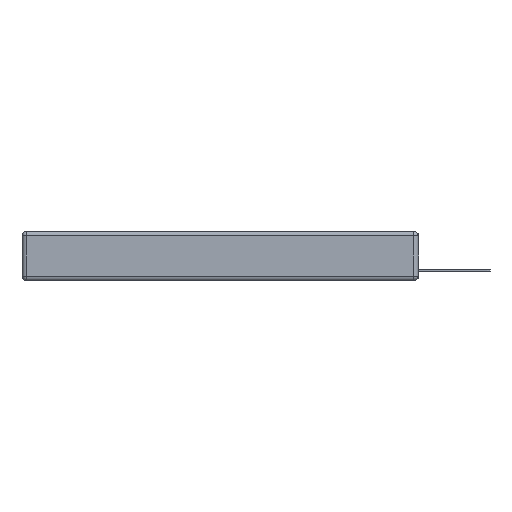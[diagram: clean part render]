
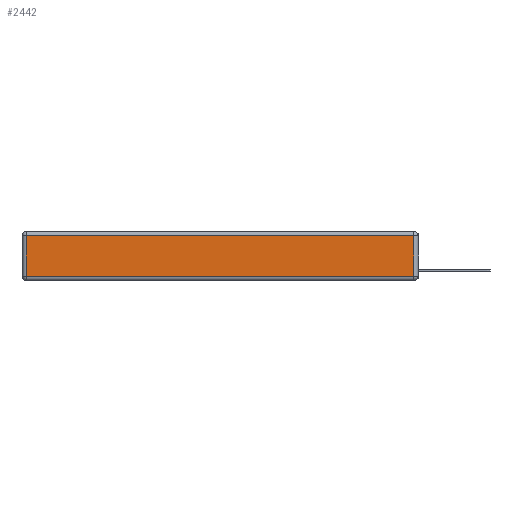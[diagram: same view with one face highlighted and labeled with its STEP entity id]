
A CAD part, left-side view. The second image highlights one B-rep face of the part: STEP entity #2442.
In plain terms, the highlighted planar face has unit normal (-1, 0, 0).
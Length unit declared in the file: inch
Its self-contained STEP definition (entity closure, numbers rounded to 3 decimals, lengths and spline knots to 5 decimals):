
#536 = AXIS2_PLACEMENT_3D ( 'NONE', #14083, #14138, #4386 ) ;
#780 = VECTOR ( 'NONE', #3330, 39.37008 ) ;
#2294 = VERTEX_POINT ( 'NONE', #10726 ) ;
#2334 = VERTEX_POINT ( 'NONE', #9685 ) ;
#2442 = ADVANCED_FACE ( 'NONE', ( #15024 ), #2886, .T. ) ;
#2557 = EDGE_CURVE ( 'NONE', #9606, #17119, #15230, .T. ) ;
#2772 = EDGE_CURVE ( 'NONE', #2334, #9606, #14814, .T. ) ;
#2886 = PLANE ( 'NONE',  #536 ) ;
#2938 = VECTOR ( 'NONE', #7083, 39.37008 ) ;
#3330 = DIRECTION ( 'NONE',  ( 0., -1., 0. ) ) ;
#4386 = DIRECTION ( 'NONE',  ( 0., 0., 1. ) ) ;
#5672 = CARTESIAN_POINT ( 'NONE',  ( 0., 2.75, -0.03 ) ) ;
#6737 = CARTESIAN_POINT ( 'NONE',  ( 0., 2.72, -0.03 ) ) ;
#7083 = DIRECTION ( 'NONE',  ( 0., 1., 0. ) ) ;
#7474 = CARTESIAN_POINT ( 'NONE',  ( 0., 0., -0.313 ) ) ;
#7698 = CARTESIAN_POINT ( 'NONE',  ( 0., 0.03, -0.343 ) ) ;
#8609 = EDGE_CURVE ( 'NONE', #17119, #2294, #12613, .T. ) ;
#9606 = VERTEX_POINT ( 'NONE', #17974 ) ;
#9685 = CARTESIAN_POINT ( 'NONE',  ( 0., 0.03, -0.313 ) ) ;
#10726 = CARTESIAN_POINT ( 'NONE',  ( 0., 2.72, -0.313 ) ) ;
#12001 = ORIENTED_EDGE ( 'NONE', *, *, #8609, .T. ) ;
#12398 = VECTOR ( 'NONE', #12952, 39.37008 ) ;
#12613 = LINE ( 'NONE', #14255, #12398 ) ;
#12831 = VECTOR ( 'NONE', #13263, 39.37008 ) ;
#12952 = DIRECTION ( 'NONE',  ( 0., 0., -1. ) ) ;
#13263 = DIRECTION ( 'NONE',  ( 0., 0., 1. ) ) ;
#13409 = EDGE_CURVE ( 'NONE', #2294, #2334, #17490, .T. ) ;
#13700 = ORIENTED_EDGE ( 'NONE', *, *, #2772, .T. ) ;
#14083 = CARTESIAN_POINT ( 'NONE',  ( 0., 0., -0.343 ) ) ;
#14138 = DIRECTION ( 'NONE',  ( -1., 0., 0. ) ) ;
#14255 = CARTESIAN_POINT ( 'NONE',  ( 0., 2.72, -0.343 ) ) ;
#14814 = LINE ( 'NONE', #7698, #12831 ) ;
#15024 = FACE_OUTER_BOUND ( 'NONE', #16979, .T. ) ;
#15230 = LINE ( 'NONE', #5672, #2938 ) ;
#16238 = ORIENTED_EDGE ( 'NONE', *, *, #13409, .T. ) ;
#16979 = EDGE_LOOP ( 'NONE', ( #16238, #13700, #17213, #12001 ) ) ;
#17119 = VERTEX_POINT ( 'NONE', #6737 ) ;
#17213 = ORIENTED_EDGE ( 'NONE', *, *, #2557, .T. ) ;
#17490 = LINE ( 'NONE', #7474, #780 ) ;
#17974 = CARTESIAN_POINT ( 'NONE',  ( 0., 0.03, -0.03 ) ) ;
